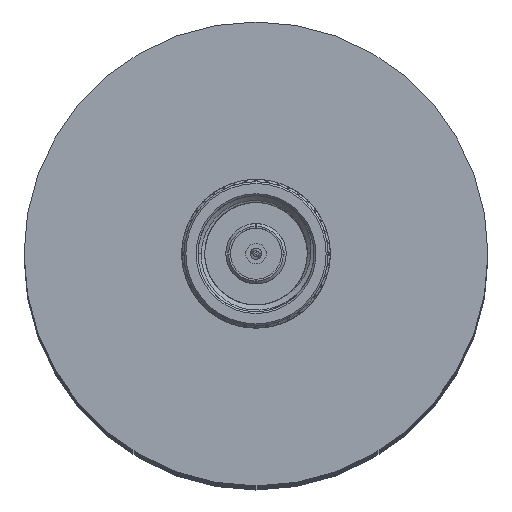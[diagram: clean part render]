
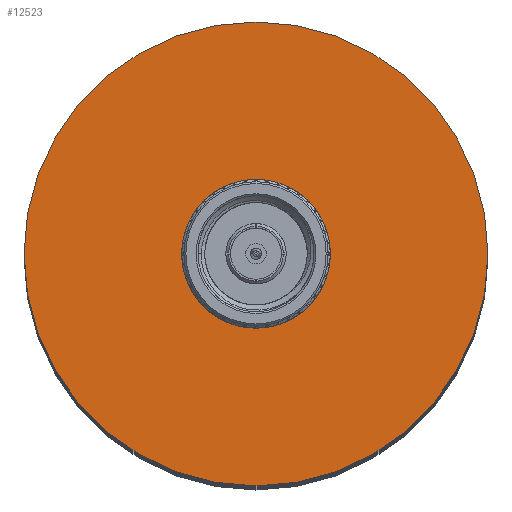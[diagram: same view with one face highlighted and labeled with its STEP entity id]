
A CAD part, top view. The second image highlights one B-rep face of the part: STEP entity #12523.
In plain terms, the highlighted planar face has unit normal (0, 0, 1).
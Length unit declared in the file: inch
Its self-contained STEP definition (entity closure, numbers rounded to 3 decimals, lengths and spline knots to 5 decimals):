
#1840 = DIRECTION ( 'NONE',  ( 0., -1., 0. ) ) ;
#2406 = CIRCLE ( 'NONE', #30445, 0.23475 ) ;
#2649 = AXIS2_PLACEMENT_3D ( 'NONE', #20880, #60291, #5662 ) ;
#2831 = VERTEX_POINT ( 'NONE', #9583 ) ;
#5662 = DIRECTION ( 'NONE',  ( 1., 0., 0. ) ) ;
#6071 = CARTESIAN_POINT ( 'NONE',  ( 1.25, 0., 6.335 ) ) ;
#6321 = CARTESIAN_POINT ( 'NONE',  ( 0.23475, 0., 6.335 ) ) ;
#6610 = DIRECTION ( 'NONE',  ( 0., 0., 1. ) ) ;
#6727 = PLANE ( 'NONE',  #58602 ) ;
#7317 = CARTESIAN_POINT ( 'NONE',  ( 0., 0., 6.335 ) ) ;
#9539 = EDGE_LOOP ( 'NONE', ( #62034, #38102 ) ) ;
#9583 = CARTESIAN_POINT ( 'NONE',  ( -1.25, 0., 6.335 ) ) ;
#12419 = DIRECTION ( 'NONE',  ( 1., 0., 0. ) ) ;
#12523 = ADVANCED_FACE ( 'NONE', ( #31384, #51281 ), #6727, .F. ) ;
#15092 = CIRCLE ( 'NONE', #2649, 0.23475 ) ;
#18708 = EDGE_CURVE ( 'NONE', #22477, #45564, #15092, .T. ) ;
#20351 = CARTESIAN_POINT ( 'NONE',  ( 0., 0.23475, 6.335 ) ) ;
#20401 = VERTEX_POINT ( 'NONE', #6071 ) ;
#20880 = CARTESIAN_POINT ( 'NONE',  ( 0., 0., 6.335 ) ) ;
#22477 = VERTEX_POINT ( 'NONE', #6321 ) ;
#24049 = EDGE_LOOP ( 'NONE', ( #43299, #40559 ) ) ;
#26258 = AXIS2_PLACEMENT_3D ( 'NONE', #42325, #6610, #12419 ) ;
#26497 = DIRECTION ( 'NONE',  ( 0., 0., -1. ) ) ;
#30445 = AXIS2_PLACEMENT_3D ( 'NONE', #7317, #36548, #56758 ) ;
#31384 = FACE_BOUND ( 'NONE', #9539, .T. ) ;
#33197 = DIRECTION ( 'NONE',  ( 0., 0., 1. ) ) ;
#36548 = DIRECTION ( 'NONE',  ( 0., 0., 1. ) ) ;
#37554 = CIRCLE ( 'NONE', #59417, 1.25 ) ;
#38102 = ORIENTED_EDGE ( 'NONE', *, *, #52364, .F. ) ;
#39616 = EDGE_CURVE ( 'NONE', #20401, #2831, #37554, .T. ) ;
#40559 = ORIENTED_EDGE ( 'NONE', *, *, #52720, .T. ) ;
#42325 = CARTESIAN_POINT ( 'NONE',  ( 0., 0., 6.335 ) ) ;
#43299 = ORIENTED_EDGE ( 'NONE', *, *, #39616, .T. ) ;
#45564 = VERTEX_POINT ( 'NONE', #61236 ) ;
#47056 = CIRCLE ( 'NONE', #26258, 1.25 ) ;
#51281 = FACE_OUTER_BOUND ( 'NONE', #24049, .T. ) ;
#52364 = EDGE_CURVE ( 'NONE', #45564, #22477, #2406, .T. ) ;
#52720 = EDGE_CURVE ( 'NONE', #2831, #20401, #47056, .T. ) ;
#53084 = DIRECTION ( 'NONE',  ( 1., 0., 0. ) ) ;
#56758 = DIRECTION ( 'NONE',  ( 1., 0., 0. ) ) ;
#58602 = AXIS2_PLACEMENT_3D ( 'NONE', #20351, #26497, #1840 ) ;
#59417 = AXIS2_PLACEMENT_3D ( 'NONE', #59587, #33197, #53084 ) ;
#59587 = CARTESIAN_POINT ( 'NONE',  ( 0., 0., 6.335 ) ) ;
#60291 = DIRECTION ( 'NONE',  ( 0., 0., 1. ) ) ;
#61236 = CARTESIAN_POINT ( 'NONE',  ( -0.23475, 0., 6.335 ) ) ;
#62034 = ORIENTED_EDGE ( 'NONE', *, *, #18708, .F. ) ;
